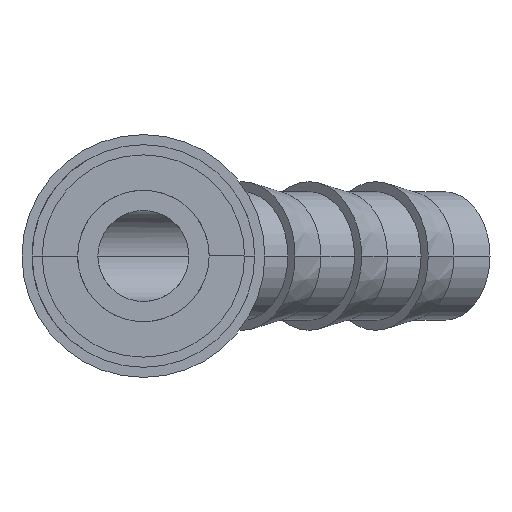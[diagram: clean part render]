
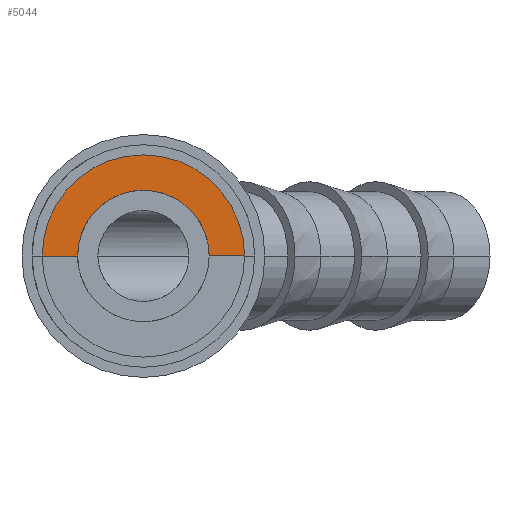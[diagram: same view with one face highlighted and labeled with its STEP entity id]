
A CAD part, left-side view. The second image highlights one B-rep face of the part: STEP entity #5044.
In plain terms, the highlighted conical face has half-angle 89.968 degrees and reference radius 10 mm.
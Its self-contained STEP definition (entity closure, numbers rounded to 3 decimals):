
#231 = CARTESIAN_POINT ( 'NONE',  ( 0.004, 0., 6.5 ) ) ;
#264 = CIRCLE ( 'NONE', #5089, 10. ) ;
#682 = DIRECTION ( 'NONE',  ( 1., 0.001, 0. ) ) ;
#789 = VECTOR ( 'NONE', #2313, 1000. ) ;
#795 = ORIENTED_EDGE ( 'NONE', *, *, #7287, .T. ) ;
#820 = CARTESIAN_POINT ( 'NONE',  ( 0., 6.5, 0. ) ) ;
#962 = CARTESIAN_POINT ( 'NONE',  ( 0., 6.331, 1.701 ) ) ;
#1531 = CARTESIAN_POINT ( 'NONE',  ( 0., 6.5, 0. ) ) ;
#1551 = DIRECTION ( 'NONE',  ( -1., -0.001, 0. ) ) ;
#1824 = VERTEX_POINT ( 'NONE', #4353 ) ;
#2066 = DIRECTION ( 'NONE',  ( -0.001, 1., 0. ) ) ;
#2233 = CARTESIAN_POINT ( 'NONE',  ( 0.004, -0.851, 6.5 ) ) ;
#2263 = ORIENTED_EDGE ( 'NONE', *, *, #3454, .T. ) ;
#2305 = CARTESIAN_POINT ( 'NONE',  ( 0.005, -3.273, 5.68 ) ) ;
#2313 = DIRECTION ( 'NONE',  ( 0.001, -1., 0. ) ) ;
#2558 = CARTESIAN_POINT ( 'NONE',  ( 0., 10., 0. ) ) ;
#2702 = DIRECTION ( 'NONE',  ( 0.001, -1., 0. ) ) ;
#2845 = CARTESIAN_POINT ( 'NONE',  ( 0.004, 0., 6.5 ) ) ;
#2880 = CARTESIAN_POINT ( 'NONE',  ( 0.003, 1.701, 6.331 ) ) ;
#2986 = B_SPLINE_CURVE_WITH_KNOTS ( 'NONE', 3,
 ( #1531, #5900, #962, #4104, #7787, #7826, #4066, #2880, #4022, #231 ),
 .UNSPECIFIED., .F., .F.,
 ( 4, 2, 2, 2, 4 ),
 ( 0., 0.062, 0.125, 0.187, 0.25 ),
 .UNSPECIFIED. ) ;
#3140 = VERTEX_POINT ( 'NONE', #820 ) ;
#3454 = EDGE_CURVE ( 'NONE', #3140, #1824, #2986, .T. ) ;
#3544 = LINE ( 'NONE', #6023, #7175 ) ;
#3573 = CARTESIAN_POINT ( 'NONE',  ( 0.005, -1.701, 6.331 ) ) ;
#3768 = ORIENTED_EDGE ( 'NONE', *, *, #5931, .F. ) ;
#4022 = CARTESIAN_POINT ( 'NONE',  ( 0.003, 0.851, 6.5 ) ) ;
#4066 = CARTESIAN_POINT ( 'NONE',  ( 0.002, 3.274, 5.68 ) ) ;
#4095 = VERTEX_POINT ( 'NONE', #7556 ) ;
#4104 = CARTESIAN_POINT ( 'NONE',  ( 0., 5.68, 3.273 ) ) ;
#4274 = EDGE_CURVE ( 'NONE', #6168, #5101, #264, .T. ) ;
#4353 = CARTESIAN_POINT ( 'NONE',  ( 0.004, 0., 6.5 ) ) ;
#4444 = AXIS2_PLACEMENT_3D ( 'NONE', #6963, #682, #2066 ) ;
#4916 = LINE ( 'NONE', #6746, #789 ) ;
#5044 = ADVANCED_FACE ( 'NONE', ( #5812 ), #5735, .T. ) ;
#5089 = AXIS2_PLACEMENT_3D ( 'NONE', #7729, #1551, #2702 ) ;
#5101 = VERTEX_POINT ( 'NONE', #2558 ) ;
#5292 = CARTESIAN_POINT ( 'NONE',  ( 0.006, -3.995, 5.198 ) ) ;
#5393 = ORIENTED_EDGE ( 'NONE', *, *, #5889, .T. ) ;
#5735 = CONICAL_SURFACE ( 'NONE', #4444, 10., 1.57 ) ;
#5787 = EDGE_LOOP ( 'NONE', ( #2263, #795, #5393, #7855, #3768 ) ) ;
#5812 = FACE_OUTER_BOUND ( 'NONE', #5787, .T. ) ;
#5889 = EDGE_CURVE ( 'NONE', #4095, #6168, #4916, .T. ) ;
#5900 = CARTESIAN_POINT ( 'NONE',  ( 0., 6.5, 0.851 ) ) ;
#5931 = EDGE_CURVE ( 'NONE', #3140, #5101, #3544, .T. ) ;
#6023 = CARTESIAN_POINT ( 'NONE',  ( 0., 10., 0. ) ) ;
#6056 = CARTESIAN_POINT ( 'NONE',  ( 0.007, -6.5, 0.851 ) ) ;
#6168 = VERTEX_POINT ( 'NONE', #7968 ) ;
#6664 = CARTESIAN_POINT ( 'NONE',  ( 0.007, -6.331, 1.701 ) ) ;
#6746 = CARTESIAN_POINT ( 'NONE',  ( 0.011, -10., 0. ) ) ;
#6963 = CARTESIAN_POINT ( 'NONE',  ( 0.006, 0., 0. ) ) ;
#7131 = CARTESIAN_POINT ( 'NONE',  ( 0.007, -5.198, 3.995 ) ) ;
#7175 = VECTOR ( 'NONE', #7906, 1000. ) ;
#7287 = EDGE_CURVE ( 'NONE', #1824, #4095, #7623, .T. ) ;
#7556 = CARTESIAN_POINT ( 'NONE',  ( 0.007, -6.5, 0. ) ) ;
#7623 = B_SPLINE_CURVE_WITH_KNOTS ( 'NONE', 3,
 ( #2845, #2233, #3573, #2305, #5292, #7131, #7754, #6664, #6056, #7791 ),
 .UNSPECIFIED., .F., .F.,
 ( 4, 2, 2, 2, 4 ),
 ( 0.25, 0.312, 0.375, 0.437, 0.5 ),
 .UNSPECIFIED. ) ;
#7729 = CARTESIAN_POINT ( 'NONE',  ( 0.006, 0., 0. ) ) ;
#7754 = CARTESIAN_POINT ( 'NONE',  ( 0.007, -5.68, 3.274 ) ) ;
#7787 = CARTESIAN_POINT ( 'NONE',  ( 0.001, 5.198, 3.995 ) ) ;
#7791 = CARTESIAN_POINT ( 'NONE',  ( 0.007, -6.5, 0. ) ) ;
#7826 = CARTESIAN_POINT ( 'NONE',  ( 0.001, 3.995, 5.198 ) ) ;
#7855 = ORIENTED_EDGE ( 'NONE', *, *, #4274, .T. ) ;
#7906 = DIRECTION ( 'NONE',  ( 0., 1., 0. ) ) ;
#7968 = CARTESIAN_POINT ( 'NONE',  ( 0.011, -10., 0. ) ) ;
